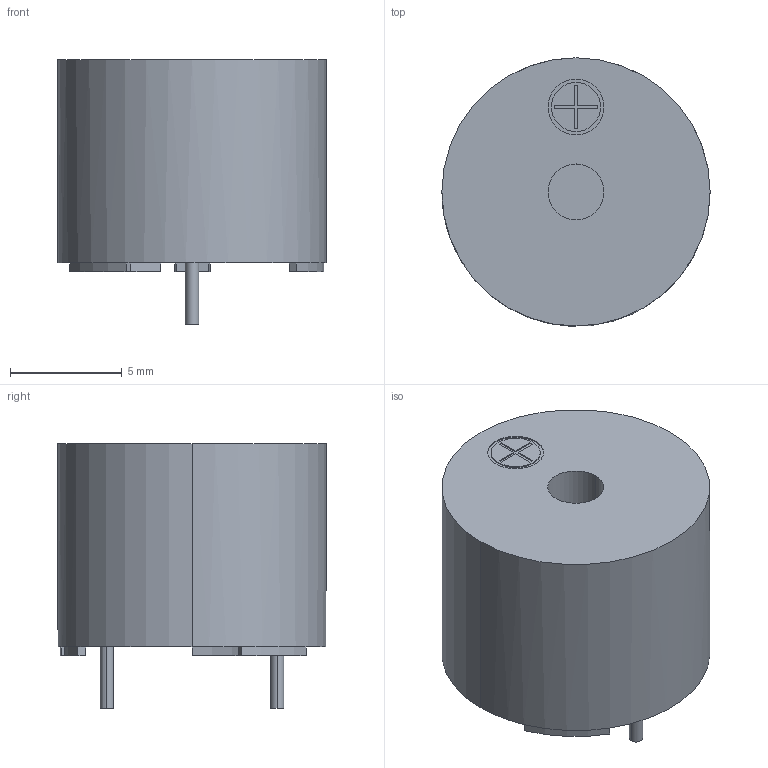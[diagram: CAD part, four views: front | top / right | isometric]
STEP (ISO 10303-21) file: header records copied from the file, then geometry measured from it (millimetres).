
FILE_DESCRIPTION (( 'STEP AP214' ), '1' );
FILE_NAME ('TMB12A05.STEP', '2022-12-24T11:05:15', ( '' ), ( '' ), 'SwSTEP 2.0', 'SolidWorks 2021', '' );
FILE_SCHEMA (( 'AUTOMOTIVE_DESIGN' ));
Length unit declared in the file: millimetre
Products named in the file (1): TMB12A05
Bounding box: 12 x 12 x 11.85 mm (x, y, z)
Volume: 554.6 mm3; surface area: 1272.7 mm2
Topology: 5 solids, 5 shells, 71 faces, 156 edges, 98 vertices
Faces by surface type: plane 49, cylinder 22
Entity records: 2022 total; most frequent: DIRECTION 362, CARTESIAN_POINT 326, ORIENTED_EDGE 312, EDGE_CURVE 156, AXIS2_PLACEMENT_3D 134, VERTEX_POINT 98, LINE 94, VECTOR 94
